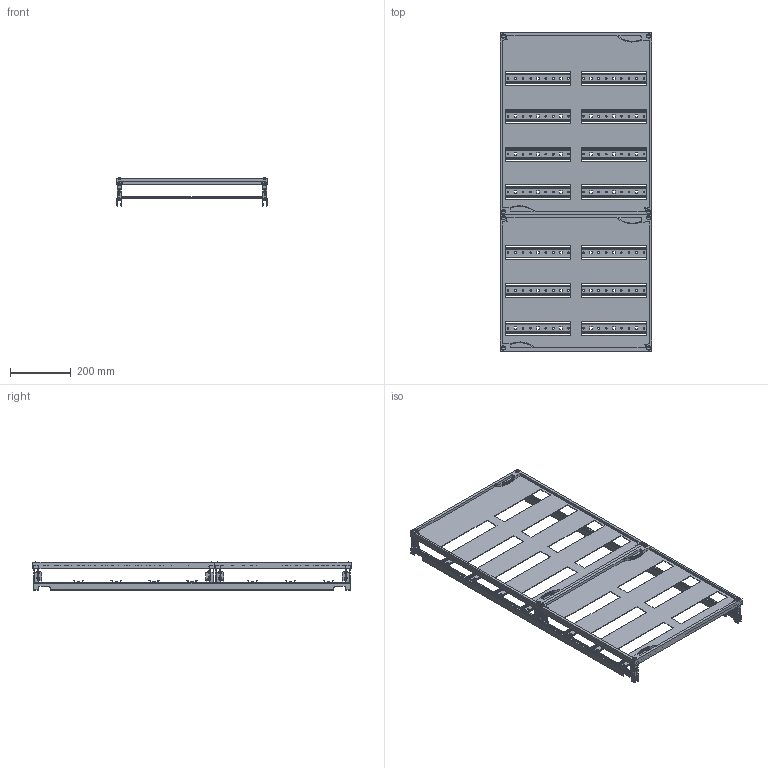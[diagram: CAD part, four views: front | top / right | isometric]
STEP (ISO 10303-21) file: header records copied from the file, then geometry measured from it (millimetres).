
FILE_DESCRIPTION(('STEP AP214'),'1');
FILE_NAME('cctmp_DBAA9670-7E65-4D3D-8776-254219246172_2023_07_22_14_36_15_0328..stp','2023-07-22T12:36:19',('SIEMENS A&D'),('CADClick - www.CADClick.com'),'Spatial InterOp 3D postprocessed',' ','unknown authorization');
FILE_SCHEMA(('AUTOMOTIVE_DESIGN'));
Length unit declared in the file: millimetre
Products named in the file (42): cc_unnamed; 2023_07_22_14_36_15_0183; 2023_07_22_14_36_15_0179; 2023_07_22_14_36_15_0175; 2023_07_22_14_36_15_0171; 2023_07_22_14_36_15_0167; 2023_07_22_14_36_15_0163; 2023_07_22_14_36_15_0159; 2023_07_22_14_36_15_0155; 2023_07_22_14_36_15_0151; 2023_07_22_14_36_15_0147; 2023_07_22_14_36_15_0143; 2023_07_22_14_36_15_0139; 2023_07_22_14_36_15_0135; 2023_07_22_14_36_15_0131; 2023_07_22_14_36_15_0127; 2023_07_22_14_36_15_0123; 2023_07_22_14_36_15_0119; 2023_07_22_14_36_15_0115; 2023_07_22_14_36_15_0112; 2023_07_22_14_36_15_0108; 2023_07_22_14_36_15_0104; 2023_07_22_14_36_15_0100; 2023_07_22_14_36_15_0096; 2023_07_22_14_36_15_0092; 2023_07_22_14_36_15_0088; 2023_07_22_14_36_15_0084; 2023_07_22_14_36_15_0080; 2023_07_22_14_36_15_0076; 2023_07_22_14_36_15_0072; 2023_07_22_14_36_15_0068; 2023_07_22_14_36_15_0064; 2023_07_22_14_36_15_0060; 2023_07_22_14_36_15_0056; 2023_07_22_14_36_15_0052; 2023_07_22_14_36_15_0048; 2023_07_22_14_36_15_0044; 2023_07_22_14_36_15_0040; 2023_07_22_14_36_15_0036; 2023_07_22_14_36_15_0032 ...
Assembly tree (41 placements, depth 2):
  cc_unnamed
    2023_07_22_14_36_15_0183
    2023_07_22_14_36_15_0179
    2023_07_22_14_36_15_0175
    2023_07_22_14_36_15_0171
    2023_07_22_14_36_15_0167
    2023_07_22_14_36_15_0163
    2023_07_22_14_36_15_0159
    2023_07_22_14_36_15_0155
    2023_07_22_14_36_15_0151
    2023_07_22_14_36_15_0147
    2023_07_22_14_36_15_0143
    2023_07_22_14_36_15_0139
    2023_07_22_14_36_15_0135
    2023_07_22_14_36_15_0131
    2023_07_22_14_36_15_0127
    2023_07_22_14_36_15_0123
    2023_07_22_14_36_15_0119
    2023_07_22_14_36_15_0115
    2023_07_22_14_36_15_0112
    2023_07_22_14_36_15_0108
    2023_07_22_14_36_15_0104
    2023_07_22_14_36_15_0100
    2023_07_22_14_36_15_0096
    2023_07_22_14_36_15_0092
    2023_07_22_14_36_15_0088
    2023_07_22_14_36_15_0084
    2023_07_22_14_36_15_0080
    2023_07_22_14_36_15_0076
    2023_07_22_14_36_15_0072
    2023_07_22_14_36_15_0068
    2023_07_22_14_36_15_0064
    2023_07_22_14_36_15_0060
    2023_07_22_14_36_15_0056
    2023_07_22_14_36_15_0052
    2023_07_22_14_36_15_0048
    2023_07_22_14_36_15_0044
    2023_07_22_14_36_15_0040
    2023_07_22_14_36_15_0036
    2023_07_22_14_36_15_0032
    2023_07_22_14_36_15_0028
    2023_07_22_14_36_15_0024
Bounding box: 500 x 1050 x 92.82 mm (x, y, z)
Volume: 1656495.6 mm3; surface area: 1653606.3 mm2
Topology: 41 solids, 41 shells, 4242 faces, 11990 edges, 7874 vertices
Faces by surface type: plane 2558, cylinder 1608, torus 32, sphere 28, cone 16
Entity records: 154559 total; most frequent: CARTESIAN_POINT 25676, DIRECTION 24356, ORIENTED_EDGE 24044, EDGE_CURVE 12022, AXIS2_PLACEMENT_3D 8202, LINE 7952, VECTOR 7952, VERTEX_POINT 7906
